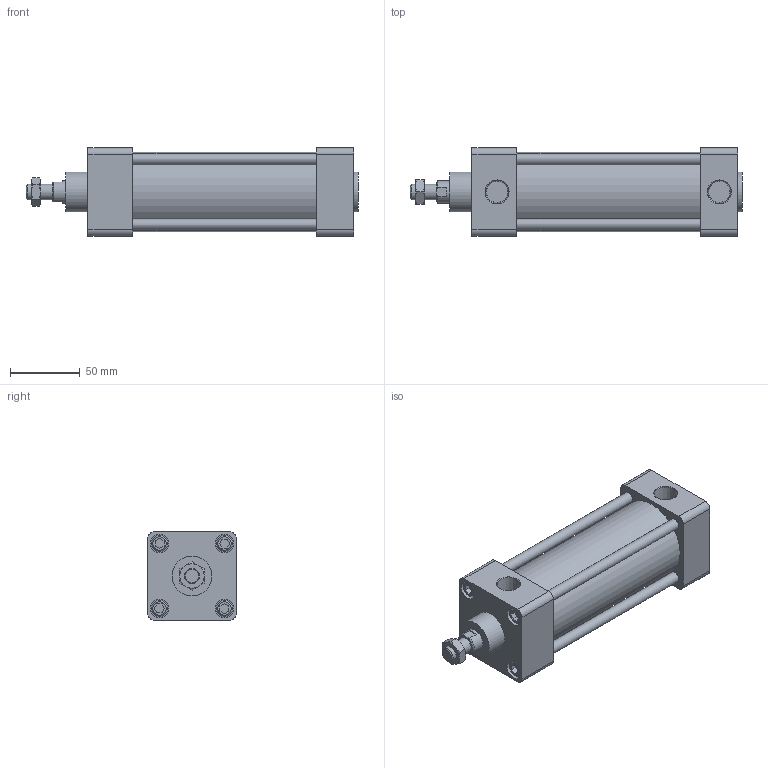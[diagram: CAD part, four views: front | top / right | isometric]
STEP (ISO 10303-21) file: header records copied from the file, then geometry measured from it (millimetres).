
FILE_DESCRIPTION(/* description */ ('Unknown'),/* implementation_level */ '2;1');
FILE_NAME(/* name */ '1309.200.0400.01',/* time_stamp */ '2023-01-27T11:07:38-05:00',/* author */ ('Unknown'),/* organization */ ('Unknown'),/* preprocessor_version */ 'ST-DEVELOPER v18.1',/* originating_system */ 'Solid Edge',/* authorisation */ 'Unknown');
FILE_SCHEMA (('AUTOMOTIVE_DESIGN {1 0 10303 214 3 1 1}'));
Length unit declared in the file: millimetre
Products named in the file (7): 1309.200.0400.01; 1309_2_XXXX_03; 1309_2_XXXX_05; 1309_2_XXXX_01; 1309_2_XXXX_04; 1309_2_XXXX_02; 1309_7-16
Assembly tree (9 placements, depth 2):
  1309.200.0400.01
    1309_2_XXXX_03
    1309_2_XXXX_05  x4
    1309_2_XXXX_01
    1309_2_XXXX_04
    1309_2_XXXX_02
    1309_7-16
Bounding box: 238.3 x 63.5 x 63.5 mm (x, y, z)
Volume: 426598.8 mm3; surface area: 124516.8 mm2
Topology: 9 solids, 9 shells, 177 faces, 387 edges, 252 vertices
Faces by surface type: plane 84, cone 49, cylinder 44
Full cylindrical faces by diameter (mm): 6.528 x4, 6.792 x4, 7.938 x8, 9.738 x1, 11.113 x1, 11.76 x4, 13.462 x4, 15.281 x2, 15.875 x3, 28.575 x2, 50.8 x2, 57.15 x1
Entity records: 4886 total; most frequent: CARTESIAN_POINT 1391, DIRECTION 720, ORIENTED_EDGE 542, AXIS2_PLACEMENT_3D 302, EDGE_CURVE 271, FACE_BOUND 270, EDGE_LOOP 266, VERTEX_POINT 211
